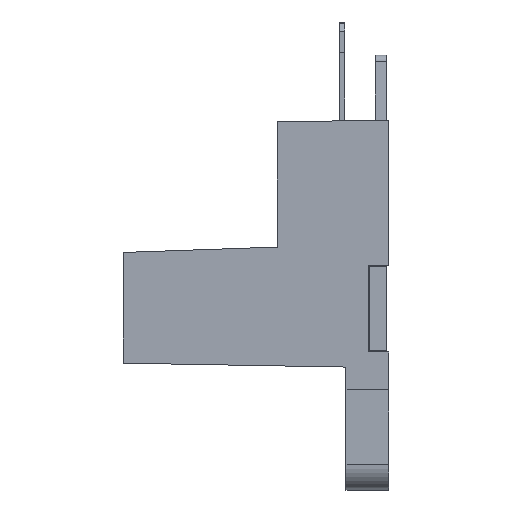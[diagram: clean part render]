
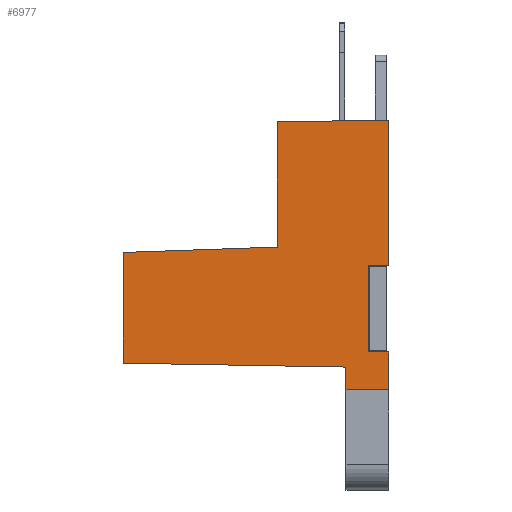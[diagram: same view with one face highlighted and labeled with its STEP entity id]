
A CAD part, left-side view. The second image highlights one B-rep face of the part: STEP entity #6977.
In plain terms, the highlighted planar face has unit normal (-1, 0.018, 0).
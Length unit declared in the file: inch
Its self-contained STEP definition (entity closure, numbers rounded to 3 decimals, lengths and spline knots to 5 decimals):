
#93 = CARTESIAN_POINT ( 'NONE',  ( -0.58176, 0.25633, -0.22957 ) ) ;
#103 = EDGE_CURVE ( 'NONE', #4947, #6696, #357, .T. ) ;
#191 = ORIENTED_EDGE ( 'NONE', *, *, #1383, .F. ) ;
#278 = VECTOR ( 'NONE', #577, 39.37008 ) ;
#284 = LINE ( 'NONE', #4827, #5938 ) ;
#357 = LINE ( 'NONE', #4229, #3491 ) ;
#358 = LINE ( 'NONE', #505, #3613 ) ;
#459 = EDGE_CURVE ( 'NONE', #2137, #4228, #1433, .T. ) ;
#505 = CARTESIAN_POINT ( 'NONE',  ( -0.57557, 0.61066, -0.52922 ) ) ;
#517 = CARTESIAN_POINT ( 'NONE',  ( -0.57557, 0.61066, -0.52922 ) ) ;
#549 = DIRECTION ( 'NONE',  ( 0., 0., 1. ) ) ;
#577 = DIRECTION ( 'NONE',  ( 0., 0., 1. ) ) ;
#616 = VERTEX_POINT ( 'NONE', #1692 ) ;
#643 = CARTESIAN_POINT ( 'NONE',  ( -0.58451, 0.09885, -0.79244 ) ) ;
#664 = ORIENTED_EDGE ( 'NONE', *, *, #2879, .F. ) ;
#696 = VERTEX_POINT ( 'NONE', #5771 ) ;
#708 = CARTESIAN_POINT ( 'NONE',  ( -0.57557, 0.61066, -0.78351 ) ) ;
#752 = CARTESIAN_POINT ( 'NONE',  ( -0.58176, 0.25633, -0.22957 ) ) ;
#866 = VERTEX_POINT ( 'NONE', #517 ) ;
#987 = EDGE_CURVE ( 'NONE', #696, #7040, #3977, .T. ) ;
#1127 = ORIENTED_EDGE ( 'NONE', *, *, #2079, .T. ) ;
#1214 = VECTOR ( 'NONE', #6721, 39.37008 ) ;
#1229 = EDGE_CURVE ( 'NONE', #866, #2137, #358, .T. ) ;
#1383 = EDGE_CURVE ( 'NONE', #7040, #1713, #4401, .T. ) ;
#1386 = EDGE_CURVE ( 'NONE', #2646, #866, #6657, .T. ) ;
#1433 = LINE ( 'NONE', #3637, #3841 ) ;
#1552 = DIRECTION ( 'NONE',  ( -0.017, -0.999, 0.035 ) ) ;
#1615 = LINE ( 'NONE', #5393, #4794 ) ;
#1663 = CARTESIAN_POINT ( 'NONE',  ( -0.57557, 0.61066, -0.86144 ) ) ;
#1692 = CARTESIAN_POINT ( 'NONE',  ( -0.58622, 0.00042, -0.75784 ) ) ;
#1713 = VERTEX_POINT ( 'NONE', #643 ) ;
#1731 = DIRECTION ( 'NONE',  ( 0., 0., 1. ) ) ;
#1760 = DIRECTION ( 'NONE',  ( -0.017, -1., 0.017 ) ) ;
#1774 = CARTESIAN_POINT ( 'NONE',  ( -0.58451, 0.09885, -0.84488 ) ) ;
#2079 = EDGE_CURVE ( 'NONE', #696, #616, #2134, .T. ) ;
#2093 = EDGE_CURVE ( 'NONE', #6555, #2793, #6527, .T. ) ;
#2134 = LINE ( 'NONE', #7134, #5932 ) ;
#2137 = VERTEX_POINT ( 'NONE', #3248 ) ;
#2378 = DIRECTION ( 'NONE',  ( 0.017, 1., 0. ) ) ;
#2392 = EDGE_CURVE ( 'NONE', #1713, #2646, #284, .T. ) ;
#2615 = EDGE_CURVE ( 'NONE', #6555, #4947, #5145, .T. ) ;
#2646 = VERTEX_POINT ( 'NONE', #708 ) ;
#2793 = VERTEX_POINT ( 'NONE', #5316 ) ;
#2879 = EDGE_CURVE ( 'NONE', #6696, #616, #1615, .T. ) ;
#3139 = ORIENTED_EDGE ( 'NONE', *, *, #103, .F. ) ;
#3223 = ORIENTED_EDGE ( 'NONE', *, *, #3813, .F. ) ;
#3248 = CARTESIAN_POINT ( 'NONE',  ( -0.58176, 0.25633, -0.51684 ) ) ;
#3401 = AXIS2_PLACEMENT_3D ( 'NONE', #6297, #5758, #2378 ) ;
#3453 = ORIENTED_EDGE ( 'NONE', *, *, #1229, .F. ) ;
#3491 = VECTOR ( 'NONE', #4293, 39.37008 ) ;
#3528 = LINE ( 'NONE', #752, #5016 ) ;
#3564 = FACE_OUTER_BOUND ( 'NONE', #5082, .T. ) ;
#3613 = VECTOR ( 'NONE', #1552, 39.37008 ) ;
#3637 = CARTESIAN_POINT ( 'NONE',  ( -0.58176, 0.25633, -0.86144 ) ) ;
#3639 = CARTESIAN_POINT ( 'NONE',  ( -0.58451, 0.09885, -0.84488 ) ) ;
#3704 = DIRECTION ( 'NONE',  ( 0.017, 1., 0.017 ) ) ;
#3813 = EDGE_CURVE ( 'NONE', #4228, #2793, #3528, .T. ) ;
#3841 = VECTOR ( 'NONE', #5831, 39.37008 ) ;
#3866 = ORIENTED_EDGE ( 'NONE', *, *, #2093, .T. ) ;
#3905 = DIRECTION ( 'NONE',  ( 0.017, 1., 0. ) ) ;
#3977 = LINE ( 'NONE', #1774, #4311 ) ;
#4095 = VECTOR ( 'NONE', #1731, 39.37008 ) ;
#4113 = PLANE ( 'NONE',  #3401 ) ;
#4228 = VERTEX_POINT ( 'NONE', #93 ) ;
#4229 = CARTESIAN_POINT ( 'NONE',  ( -0.5854, 0.04767, -0.86144 ) ) ;
#4293 = DIRECTION ( 'NONE',  ( 0., 0., -1. ) ) ;
#4311 = VECTOR ( 'NONE', #3905, 39.37008 ) ;
#4381 = ORIENTED_EDGE ( 'NONE', *, *, #1386, .F. ) ;
#4401 = LINE ( 'NONE', #4943, #278 ) ;
#4639 = ORIENTED_EDGE ( 'NONE', *, *, #2615, .F. ) ;
#4794 = VECTOR ( 'NONE', #4817, 39.37008 ) ;
#4817 = DIRECTION ( 'NONE',  ( -0.017, -1., -0.009 ) ) ;
#4827 = CARTESIAN_POINT ( 'NONE',  ( -0.58451, 0.09885, -0.79244 ) ) ;
#4943 = CARTESIAN_POINT ( 'NONE',  ( -0.58451, 0.09885, -0.92827 ) ) ;
#4947 = VERTEX_POINT ( 'NONE', #6452 ) ;
#5016 = VECTOR ( 'NONE', #1760, 39.37008 ) ;
#5034 = ORIENTED_EDGE ( 'NONE', *, *, #987, .F. ) ;
#5047 = DIRECTION ( 'NONE',  ( 0., 0., 1. ) ) ;
#5082 = EDGE_LOOP ( 'NONE', ( #6244, #3453, #4381, #6723, #191, #5034, #1127, #664, #3139, #4639, #3866, #3223 ) ) ;
#5145 = LINE ( 'NONE', #6760, #1214 ) ;
#5316 = CARTESIAN_POINT ( 'NONE',  ( -0.58622, 0.00042, -0.2251 ) ) ;
#5393 = CARTESIAN_POINT ( 'NONE',  ( -0.5854, 0.04767, -0.75742 ) ) ;
#5699 = CARTESIAN_POINT ( 'NONE',  ( -0.58622, 0.00042, -0.55912 ) ) ;
#5758 = DIRECTION ( 'NONE',  ( 1., -0.017, 0. ) ) ;
#5771 = CARTESIAN_POINT ( 'NONE',  ( -0.58622, 0.00042, -0.84488 ) ) ;
#5831 = DIRECTION ( 'NONE',  ( 0., 0., 1. ) ) ;
#5909 = CARTESIAN_POINT ( 'NONE',  ( -0.5854, 0.04767, -0.75742 ) ) ;
#5932 = VECTOR ( 'NONE', #549, 39.37008 ) ;
#5938 = VECTOR ( 'NONE', #3704, 39.37008 ) ;
#6244 = ORIENTED_EDGE ( 'NONE', *, *, #459, .F. ) ;
#6297 = CARTESIAN_POINT ( 'NONE',  ( -0.58622, 0.00042, -0.86144 ) ) ;
#6452 = CARTESIAN_POINT ( 'NONE',  ( -0.5854, 0.04767, -0.55829 ) ) ;
#6527 = LINE ( 'NONE', #6559, #4095 ) ;
#6555 = VERTEX_POINT ( 'NONE', #5699 ) ;
#6559 = CARTESIAN_POINT ( 'NONE',  ( -0.58622, 0.00042, -0.39152 ) ) ;
#6657 = LINE ( 'NONE', #1663, #6952 ) ;
#6696 = VERTEX_POINT ( 'NONE', #5909 ) ;
#6721 = DIRECTION ( 'NONE',  ( 0.017, 1., 0.017 ) ) ;
#6723 = ORIENTED_EDGE ( 'NONE', *, *, #2392, .F. ) ;
#6760 = CARTESIAN_POINT ( 'NONE',  ( -0.58622, 0.00042, -0.55912 ) ) ;
#6952 = VECTOR ( 'NONE', #5047, 39.37008 ) ;
#6977 = ADVANCED_FACE ( 'NONE', ( #3564 ), #4113, .F. ) ;
#7040 = VERTEX_POINT ( 'NONE', #3639 ) ;
#7134 = CARTESIAN_POINT ( 'NONE',  ( -0.58622, 0.00042, -0.86144 ) ) ;
